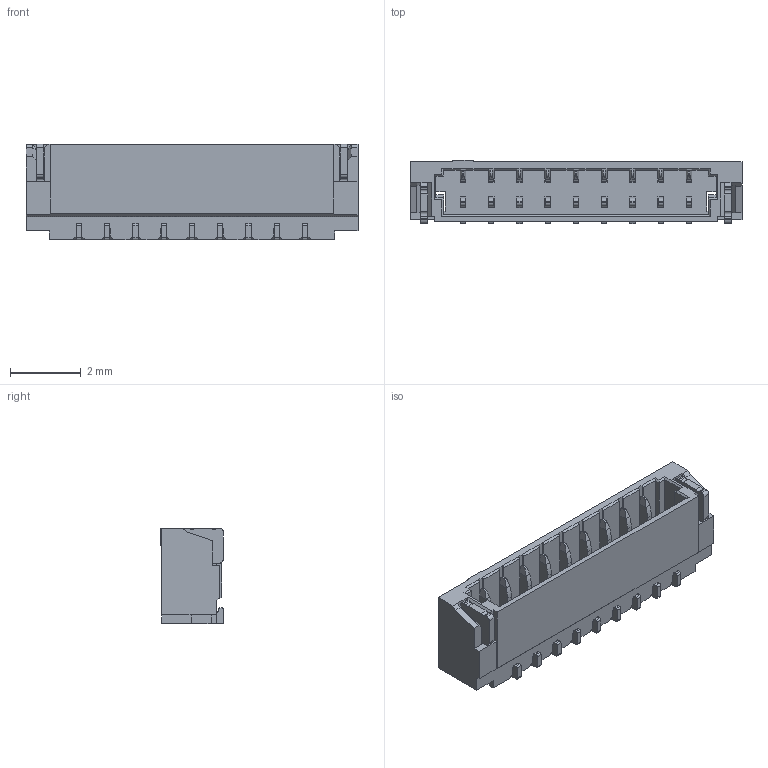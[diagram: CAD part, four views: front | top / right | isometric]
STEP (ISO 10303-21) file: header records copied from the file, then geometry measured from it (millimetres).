
FILE_DESCRIPTION(('CoCreate Modeling STEP Export'),'2;1');
FILE_NAME('WB0811H-09.stp','2021-09-09T13:51:50',(''),(''),'CoCreate Modeling STEP processor for AP214 (Solid Model)','CoCreate Modeling 16.00 13-May-2008 (C) Parametric Technology GmbH','');
FILE_SCHEMA(('AUTOMOTIVE_DESIGN { 1 0 10303 214 1 1 1 1 }'));
Length unit declared in the file: millimetre
Products named in the file (3): WB0811H-09; WB0811H-09XXX; WB0811H-09XXX.
Assembly tree (2 placements, depth 2):
  WB0811H-09XXX.
    WB0811H-09XXX
    WB0811H-09
Bounding box: 9.4 x 1.78 x 2.7 mm (x, y, z)
Volume: 24.4 mm3; surface area: 178.6 mm2
Topology: 1 solids, 1 shells, 767 faces, 2510 edges, 1734 vertices
Faces by surface type: plane 515, cylinder 252
Entity records: 29692 total; most frequent: CARTESIAN_POINT 5727, ORIENTED_EDGE 4844, DIRECTION 4585, EDGE_CURVE 2422, VECTOR 1969, LINE 1969, VERTEX_POINT 1558, AXIS2_PLACEMENT_3D 1308
